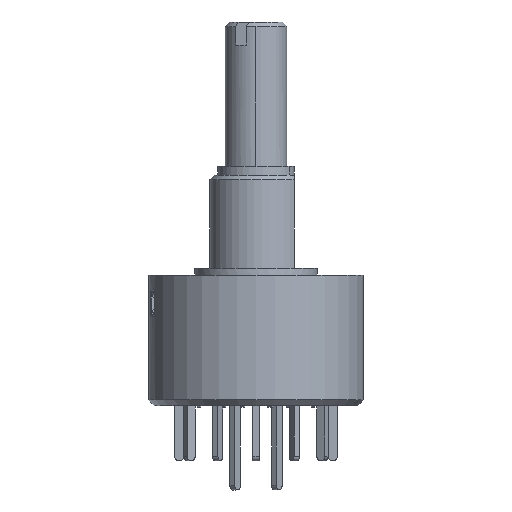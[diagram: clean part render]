
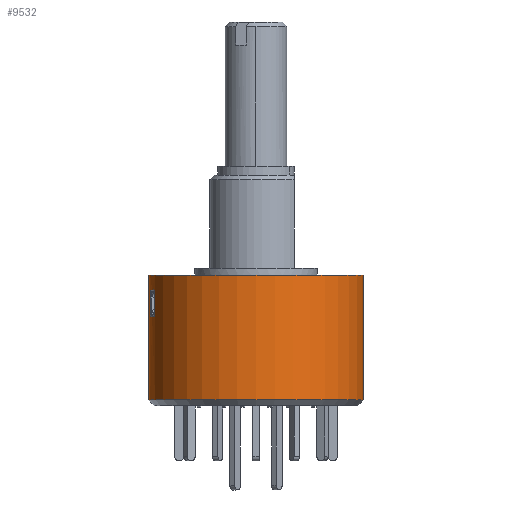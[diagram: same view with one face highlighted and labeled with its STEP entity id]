
A CAD part, left-side view. The second image highlights one B-rep face of the part: STEP entity #9532.
In plain terms, the highlighted cylindrical face has radius 7 mm (diameter 14 mm), a partial arc.
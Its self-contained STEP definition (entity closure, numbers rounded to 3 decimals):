
#240 = ORIENTED_EDGE ( 'NONE', *, *, #19295, .T. ) ;
#376 = CARTESIAN_POINT ( 'NONE',  ( -1.226, 6.892, -3.152 ) ) ;
#574 = LINE ( 'NONE', #13791, #4767 ) ;
#929 = AXIS2_PLACEMENT_3D ( 'NONE', #18820, #17292, #15925 ) ;
#993 = CARTESIAN_POINT ( 'NONE',  ( -2.384, 6.581, -0.45 ) ) ;
#1021 = CARTESIAN_POINT ( 'NONE',  ( 0., 0., -8.574 ) ) ;
#2055 = DIRECTION ( 'NONE',  ( 0., 0., -1. ) ) ;
#2206 = VECTOR ( 'NONE', #2055, 1000. ) ;
#2693 = CARTESIAN_POINT ( 'NONE',  ( -1.62, 6.822, -1.406 ) ) ;
#2982 = CARTESIAN_POINT ( 'NONE',  ( 0., 7., -8.574 ) ) ;
#2994 = ORIENTED_EDGE ( 'NONE', *, *, #15435, .F. ) ;
#3074 = CARTESIAN_POINT ( 'NONE',  ( 0., 7., -0.45 ) ) ;
#3206 = ORIENTED_EDGE ( 'NONE', *, *, #9871, .F. ) ;
#3528 = CARTESIAN_POINT ( 'NONE',  ( 0., -7., -0.45 ) ) ;
#4210 = CARTESIAN_POINT ( 'NONE',  ( -2.384, 6.581, -1.425 ) ) ;
#4232 = DIRECTION ( 'NONE',  ( 0., 1., 0. ) ) ;
#4246 = VECTOR ( 'NONE', #6902, 1000. ) ;
#4556 = ORIENTED_EDGE ( 'NONE', *, *, #8077, .T. ) ;
#4767 = VECTOR ( 'NONE', #9290, 1000. ) ;
#4784 = DIRECTION ( 'NONE',  ( 0., 0., -1. ) ) ;
#4847 = ORIENTED_EDGE ( 'NONE', *, *, #5358, .T. ) ;
#5205 = EDGE_CURVE ( 'NONE', #8488, #18369, #18721, .T. ) ;
#5358 = EDGE_CURVE ( 'NONE', #18120, #18574, #6122, .T. ) ;
#5754 = ORIENTED_EDGE ( 'NONE', *, *, #5205, .T. ) ;
#5765 = CARTESIAN_POINT ( 'NONE',  ( -2.384, 6.581, -1.425 ) ) ;
#6122 = LINE ( 'NONE', #993, #4246 ) ;
#6177 = LINE ( 'NONE', #16883, #2206 ) ;
#6208 = ORIENTED_EDGE ( 'NONE', *, *, #13609, .T. ) ;
#6720 = VERTEX_POINT ( 'NONE', #13330 ) ;
#6902 = DIRECTION ( 'NONE',  ( 0., 0., -1. ) ) ;
#7481 = FACE_BOUND ( 'NONE', #15270, .T. ) ;
#7638 = VERTEX_POINT ( 'NONE', #15181 ) ;
#7726 = FACE_OUTER_BOUND ( 'NONE', #13694, .T. ) ;
#8077 = EDGE_CURVE ( 'NONE', #7638, #15183, #15497, .T. ) ;
#8488 = VERTEX_POINT ( 'NONE', #15733 ) ;
#9264 = ORIENTED_EDGE ( 'NONE', *, *, #15364, .T. ) ;
#9290 = DIRECTION ( 'NONE',  ( 0., 0., 1. ) ) ;
#9381 = CARTESIAN_POINT ( 'NONE',  ( -1.423, 6.857, -3.162 ) ) ;
#9532 = ADVANCED_FACE ( 'NONE', ( #7726, #7481 ), #10532, .T. ) ;
#9771 = CARTESIAN_POINT ( 'NONE',  ( -2.384, 6.581, -3.152 ) ) ;
#9871 = EDGE_CURVE ( 'NONE', #8488, #16898, #18874, .T. ) ;
#10532 = CYLINDRICAL_SURFACE ( 'NONE', #12225, 7. ) ;
#10565 = CIRCLE ( 'NONE', #18362, 7. ) ;
#11099 = VECTOR ( 'NONE', #4784, 1000. ) ;
#11423 = ORIENTED_EDGE ( 'NONE', *, *, #11812, .T. ) ;
#11535 = CARTESIAN_POINT ( 'NONE',  ( 0., 0., -0.45 ) ) ;
#11812 = EDGE_CURVE ( 'NONE', #18574, #7638, #14207, .T. ) ;
#12184 = CARTESIAN_POINT ( 'NONE',  ( -1.618, 6.813, -3.167 ) ) ;
#12225 = AXIS2_PLACEMENT_3D ( 'NONE', #11535, #13149, #4232 ) ;
#12805 = CARTESIAN_POINT ( 'NONE',  ( -1.812, 6.761, -3.167 ) ) ;
#12880 = CARTESIAN_POINT ( 'NONE',  ( -2.005, 6.71, -3.167 ) ) ;
#12984 = CARTESIAN_POINT ( 'NONE',  ( -2.007, 6.718, -1.406 ) ) ;
#13006 = DIRECTION ( 'NONE',  ( 0., 0., 1. ) ) ;
#13149 = DIRECTION ( 'NONE',  ( 0., 0., -1. ) ) ;
#13330 = CARTESIAN_POINT ( 'NONE',  ( -1.226, 6.892, -1.425 ) ) ;
#13609 = EDGE_CURVE ( 'NONE', #18369, #15818, #10565, .T. ) ;
#13694 = EDGE_LOOP ( 'NONE', ( #2994, #3206, #5754, #6208 ) ) ;
#13791 = CARTESIAN_POINT ( 'NONE',  ( -1.226, 6.892, -0.45 ) ) ;
#14207 =( BOUNDED_CURVE ( )  B_SPLINE_CURVE ( 3, ( #14334, #15678, #12880, #12805 ),
 .UNSPECIFIED., .F., .F. ) 
 B_SPLINE_CURVE_WITH_KNOTS ( ( 4, 4 ),
 ( 6.197, 6.283 ),
 .UNSPECIFIED. ) 
 CURVE ( )  GEOMETRIC_REPRESENTATION_ITEM ( )  RATIONAL_B_SPLINE_CURVE ( ( 1., 0.999, 0.999, 1. ) ) 
 REPRESENTATION_ITEM ( '' )  );
#14334 = CARTESIAN_POINT ( 'NONE',  ( -2.384, 6.581, -3.152 ) ) ;
#14537 = CARTESIAN_POINT ( 'NONE',  ( -1.226, 6.892, -3.152 ) ) ;
#15181 = CARTESIAN_POINT ( 'NONE',  ( -1.812, 6.761, -3.167 ) ) ;
#15183 = VERTEX_POINT ( 'NONE', #14537 ) ;
#15270 = EDGE_LOOP ( 'NONE', ( #11423, #4556, #9264, #240, #4847 ) ) ;
#15364 = EDGE_CURVE ( 'NONE', #15183, #6720, #574, .T. ) ;
#15435 = EDGE_CURVE ( 'NONE', #16898, #15818, #6177, .T. ) ;
#15497 =( BOUNDED_CURVE ( )  B_SPLINE_CURVE ( 3, ( #18245, #12184, #9381, #376 ),
 .UNSPECIFIED., .F., .T. ) 
 B_SPLINE_CURVE_WITH_KNOTS ( ( 4, 4 ),
 ( 0., 0.086 ),
 .UNSPECIFIED. ) 
 CURVE ( )  GEOMETRIC_REPRESENTATION_ITEM ( )  RATIONAL_B_SPLINE_CURVE ( ( 1., 0.999, 0.999, 1. ) ) 
 REPRESENTATION_ITEM ( '' )  );
#15678 = CARTESIAN_POINT ( 'NONE',  ( -2.196, 6.65, -3.162 ) ) ;
#15733 = CARTESIAN_POINT ( 'NONE',  ( 0., 7., -0.45 ) ) ;
#15818 = VERTEX_POINT ( 'NONE', #18306 ) ;
#15925 = DIRECTION ( 'NONE',  ( 0., -1., 0. ) ) ;
#16226 = CARTESIAN_POINT ( 'NONE',  ( -1.226, 6.892, -1.425 ) ) ;
#16698 =( BOUNDED_CURVE ( )  B_SPLINE_CURVE ( 3, ( #16226, #2693, #12984, #4210 ),
 .UNSPECIFIED., .F., .F. ) 
 B_SPLINE_CURVE_WITH_KNOTS ( ( 4, 4 ),
 ( 3.056, 3.227 ),
 .UNSPECIFIED. ) 
 CURVE ( )  GEOMETRIC_REPRESENTATION_ITEM ( )  RATIONAL_B_SPLINE_CURVE ( ( 1., 0.998, 0.998, 1. ) ) 
 REPRESENTATION_ITEM ( '' )  );
#16883 = CARTESIAN_POINT ( 'NONE',  ( 0., -7., -0.45 ) ) ;
#16898 = VERTEX_POINT ( 'NONE', #3528 ) ;
#17234 = DIRECTION ( 'NONE',  ( 0., -1., 0. ) ) ;
#17292 = DIRECTION ( 'NONE',  ( 0., 0., 1. ) ) ;
#18120 = VERTEX_POINT ( 'NONE', #5765 ) ;
#18245 = CARTESIAN_POINT ( 'NONE',  ( -1.812, 6.761, -3.167 ) ) ;
#18306 = CARTESIAN_POINT ( 'NONE',  ( 0., -7., -8.574 ) ) ;
#18362 = AXIS2_PLACEMENT_3D ( 'NONE', #1021, #13006, #17234 ) ;
#18369 = VERTEX_POINT ( 'NONE', #2982 ) ;
#18574 = VERTEX_POINT ( 'NONE', #9771 ) ;
#18721 = LINE ( 'NONE', #3074, #11099 ) ;
#18820 = CARTESIAN_POINT ( 'NONE',  ( 0., 0., -0.45 ) ) ;
#18874 = CIRCLE ( 'NONE', #929, 7. ) ;
#19295 = EDGE_CURVE ( 'NONE', #6720, #18120, #16698, .T. ) ;
